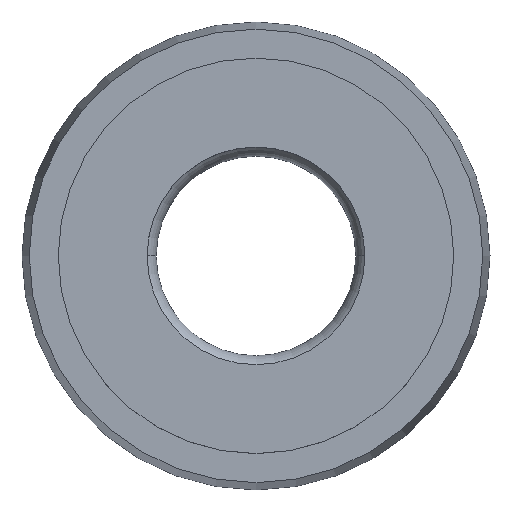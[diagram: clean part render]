
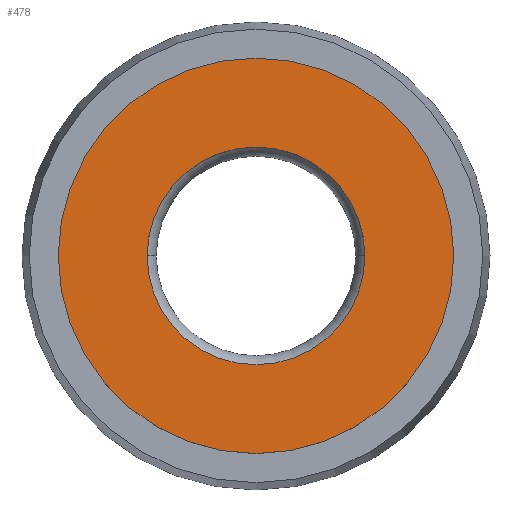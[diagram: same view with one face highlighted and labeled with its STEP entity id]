
A CAD part, top view. The second image highlights one B-rep face of the part: STEP entity #478.
In plain terms, the highlighted planar face has unit normal (0, 0, 1).
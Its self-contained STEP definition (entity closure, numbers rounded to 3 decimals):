
#26 = VERTEX_POINT ( 'NONE', #374 ) ;
#28 = DIRECTION ( 'NONE',  ( 1., 0., 0. ) ) ;
#34 = EDGE_CURVE ( 'NONE', #145, #339, #300, .T. ) ;
#60 = EDGE_LOOP ( 'NONE', ( #225, #204 ) ) ;
#74 = CIRCLE ( 'NONE', #632, 3. ) ;
#86 = EDGE_CURVE ( 'NONE', #339, #145, #240, .T. ) ;
#109 = AXIS2_PLACEMENT_3D ( 'NONE', #607, #399, #453 ) ;
#145 = VERTEX_POINT ( 'NONE', #379 ) ;
#149 = EDGE_CURVE ( 'NONE', #362, #26, #222, .T. ) ;
#151 = DIRECTION ( 'NONE',  ( 0., 0., 1. ) ) ;
#204 = ORIENTED_EDGE ( 'NONE', *, *, #149, .F. ) ;
#222 = CIRCLE ( 'NONE', #515, 3. ) ;
#223 = EDGE_CURVE ( 'NONE', #26, #362, #74, .T. ) ;
#225 = ORIENTED_EDGE ( 'NONE', *, *, #223, .F. ) ;
#237 = CARTESIAN_POINT ( 'NONE',  ( 0., 0., 0. ) ) ;
#240 = CIRCLE ( 'NONE', #256, 5.45 ) ;
#241 = DIRECTION ( 'NONE',  ( 0., 0., 1. ) ) ;
#256 = AXIS2_PLACEMENT_3D ( 'NONE', #329, #426, #333 ) ;
#287 = EDGE_LOOP ( 'NONE', ( #315, #425 ) ) ;
#300 = CIRCLE ( 'NONE', #563, 5.45 ) ;
#315 = ORIENTED_EDGE ( 'NONE', *, *, #34, .T. ) ;
#329 = CARTESIAN_POINT ( 'NONE',  ( 0., 0., 0. ) ) ;
#332 = FACE_OUTER_BOUND ( 'NONE', #287, .T. ) ;
#333 = DIRECTION ( 'NONE',  ( 1., 0., 0. ) ) ;
#339 = VERTEX_POINT ( 'NONE', #343 ) ;
#343 = CARTESIAN_POINT ( 'NONE',  ( -5.45, 0., 0. ) ) ;
#357 = PLANE ( 'NONE',  #109 ) ;
#362 = VERTEX_POINT ( 'NONE', #437 ) ;
#372 = CARTESIAN_POINT ( 'NONE',  ( 0., 0., 0. ) ) ;
#374 = CARTESIAN_POINT ( 'NONE',  ( 3., 0., 0. ) ) ;
#379 = CARTESIAN_POINT ( 'NONE',  ( 5.45, 0., 0. ) ) ;
#386 = DIRECTION ( 'NONE',  ( 1., 0., 0. ) ) ;
#399 = DIRECTION ( 'NONE',  ( 0., 0., -1. ) ) ;
#425 = ORIENTED_EDGE ( 'NONE', *, *, #86, .T. ) ;
#426 = DIRECTION ( 'NONE',  ( 0., 0., 1. ) ) ;
#436 = FACE_BOUND ( 'NONE', #60, .T. ) ;
#437 = CARTESIAN_POINT ( 'NONE',  ( -3., 0., 0. ) ) ;
#453 = DIRECTION ( 'NONE',  ( -1., 0., 0. ) ) ;
#469 = DIRECTION ( 'NONE',  ( 0., 0., 1. ) ) ;
#478 = ADVANCED_FACE ( 'NONE', ( #436, #332 ), #357, .F. ) ;
#515 = AXIS2_PLACEMENT_3D ( 'NONE', #237, #241, #386 ) ;
#563 = AXIS2_PLACEMENT_3D ( 'NONE', #372, #469, #28 ) ;
#595 = CARTESIAN_POINT ( 'NONE',  ( 0., 0., 0. ) ) ;
#607 = CARTESIAN_POINT ( 'NONE',  ( 0., 0., 0. ) ) ;
#632 = AXIS2_PLACEMENT_3D ( 'NONE', #595, #151, #641 ) ;
#641 = DIRECTION ( 'NONE',  ( 1., 0., 0. ) ) ;
